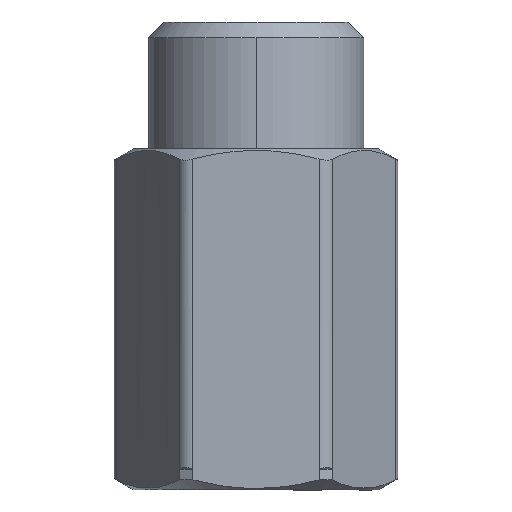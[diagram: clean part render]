
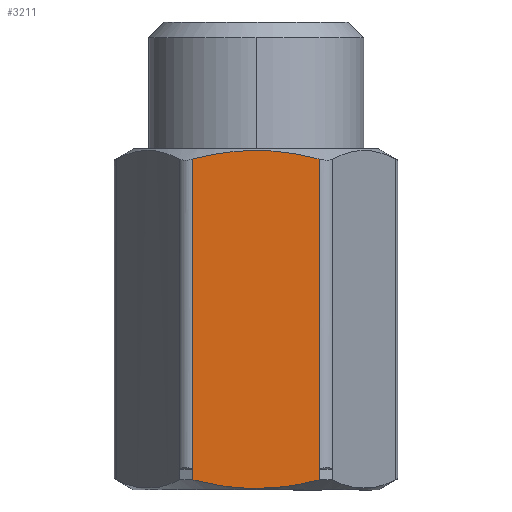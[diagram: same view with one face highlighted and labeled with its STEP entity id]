
A CAD part, front view. The second image highlights one B-rep face of the part: STEP entity #3211.
In plain terms, the highlighted planar face has unit normal (0, -1, 0).
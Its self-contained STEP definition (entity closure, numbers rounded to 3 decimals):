
#125 = CARTESIAN_POINT ( 'NONE',  ( -6.062, -12., 7.922 ) ) ;
#132 = CARTESIAN_POINT ( 'NONE',  ( -3.118, -12., -23.526 ) ) ;
#322 = CARTESIAN_POINT ( 'NONE',  ( 4.018, -12., -23.397 ) ) ;
#350 = CARTESIAN_POINT ( 'NONE',  ( 6.062, -12., 7.922 ) ) ;
#439 = CARTESIAN_POINT ( 'NONE',  ( 2.606, -12., -23.595 ) ) ;
#445 = VERTEX_POINT ( 'NONE', #5258 ) ;
#493 = CARTESIAN_POINT ( 'NONE',  ( 6.062, -12., 7.922 ) ) ;
#585 = CARTESIAN_POINT ( 'NONE',  ( 2.614, -12., 8.594 ) ) ;
#609 = CARTESIAN_POINT ( 'NONE',  ( 5.036, -12., 8.189 ) ) ;
#823 = CARTESIAN_POINT ( 'NONE',  ( -3.074, -12., -23.532 ) ) ;
#1005 = CARTESIAN_POINT ( 'NONE',  ( 3.043, -12., -23.536 ) ) ;
#1028 = CARTESIAN_POINT ( 'NONE',  ( 0., -12., -23.756 ) ) ;
#1122 = CARTESIAN_POINT ( 'NONE',  ( 6.062, -12., -22.922 ) ) ;
#1229 = CARTESIAN_POINT ( 'NONE',  ( -0.236, -12., 8.755 ) ) ;
#1260 = CARTESIAN_POINT ( 'NONE',  ( -3.668, -12., 8.44 ) ) ;
#1867 = CARTESIAN_POINT ( 'NONE',  ( -6.062, -12., -12.641 ) ) ;
#1892 = CARTESIAN_POINT ( 'NONE',  ( -4.29, -12., 8.328 ) ) ;
#1905 = AXIS2_PLACEMENT_3D ( 'NONE', #8295, #6477, #3672 ) ;
#1954 = CARTESIAN_POINT ( 'NONE',  ( -0.107, -12., 8.756 ) ) ;
#2091 = ORIENTED_EDGE ( 'NONE', *, *, #6086, .T. ) ;
#2185 = CARTESIAN_POINT ( 'NONE',  ( -5.541, -12., -23.057 ) ) ;
#2254 = ORIENTED_EDGE ( 'NONE', *, *, #3956, .F. ) ;
#2288 = CARTESIAN_POINT ( 'NONE',  ( 6.062, -12., -22.922 ) ) ;
#2421 = EDGE_CURVE ( 'NONE', #445, #7186, #6582, .T. ) ;
#2466 = CARTESIAN_POINT ( 'NONE',  ( 1.26, -12., -23.728 ) ) ;
#2500 = CARTESIAN_POINT ( 'NONE',  ( 2.155, -12., -23.647 ) ) ;
#2556 = CARTESIAN_POINT ( 'NONE',  ( 0., -12., -23.756 ) ) ;
#2591 = CARTESIAN_POINT ( 'NONE',  ( -3.172, -12., 8.518 ) ) ;
#2657 = CARTESIAN_POINT ( 'NONE',  ( -6.062, -12., -22.922 ) ) ;
#2678 = CARTESIAN_POINT ( 'NONE',  ( -2.018, -11.999, 8.665 ) ) ;
#2688 = B_SPLINE_CURVE_WITH_KNOTS ( 'NONE', 3,
 ( #1028, #5245, #2466, #2500, #439, #7341, #3171, #8029, #3876, #1005, #322, #5302, #1122 ),
 .UNSPECIFIED., .F., .F.,
 ( 4, 1, 1, 1, 1, 1, 2, 2, 4 ),
 ( 0., 0.25, 0.375, 0.437, 0.469, 0.484, 0.492, 0.5, 1. ),
 .UNSPECIFIED. ) ;
#2885 = CARTESIAN_POINT ( 'NONE',  ( -3.907, -12., -23.4 ) ) ;
#3171 = CARTESIAN_POINT ( 'NONE',  ( 2.945, -12., -23.55 ) ) ;
#3201 = CARTESIAN_POINT ( 'NONE',  ( 6.062, -12., -2.359 ) ) ;
#3211 = ADVANCED_FACE ( 'NONE', ( #6286 ), #5567, .T. ) ;
#3292 = CARTESIAN_POINT ( 'NONE',  ( 4.049, -12., 8.393 ) ) ;
#3353 = CARTESIAN_POINT ( 'NONE',  ( 3.032, -12., 8.538 ) ) ;
#3386 = CARTESIAN_POINT ( 'NONE',  ( -1.001, -12., 8.733 ) ) ;
#3420 = CARTESIAN_POINT ( 'NONE',  ( -3.482, -12., 8.471 ) ) ;
#3631 = CARTESIAN_POINT ( 'NONE',  ( -1.003, -12., -23.756 ) ) ;
#3672 = DIRECTION ( 'NONE',  ( 0., 0., -1. ) ) ;
#3798 = B_SPLINE_CURVE_WITH_KNOTS ( 'NONE', 3,
 ( #6093, #5370, #4696, #1892, #6822, #1260, #3420, #4097, #2591, #6855, #6125, #4666, #2678, #8894, #3386, #7452, #4069, #1229, #1954, #7512, #5394, #8926, #8189, #8962, #585, #6060, #4036, #8248, #3353, #3292, #609, #8276 ),
 .UNSPECIFIED., .F., .F.,
 ( 4, 2, 2, 1, 1, 2, 2, 2, 2, 2, 2, 2, 2, 1, 1, 2, 2, 4 ),
 ( 0., 0.125, 0.188, 0.219, 0.234, 0.242, 0.25, 0.375, 0.438, 0.469, 0.5, 0.625, 0.688, 0.719, 0.734, 0.742, 0.75, 1. ),
 .UNSPECIFIED. ) ;
#3827 = VERTEX_POINT ( 'NONE', #2288 ) ;
#3876 = CARTESIAN_POINT ( 'NONE',  ( 3.026, -12., -23.539 ) ) ;
#3937 = CARTESIAN_POINT ( 'NONE',  ( 6.062, -12., -22.922 ) ) ;
#3956 = EDGE_CURVE ( 'NONE', #8623, #3961, #3798, .T. ) ;
#3961 = VERTEX_POINT ( 'NONE', #493 ) ;
#4036 = CARTESIAN_POINT ( 'NONE',  ( 2.934, -12., 8.552 ) ) ;
#4069 = CARTESIAN_POINT ( 'NONE',  ( -0.491, -12., 8.75 ) ) ;
#4097 = CARTESIAN_POINT ( 'NONE',  ( -3.265, -12., 8.504 ) ) ;
#4307 = CARTESIAN_POINT ( 'NONE',  ( -3.163, -12., -23.519 ) ) ;
#4666 = CARTESIAN_POINT ( 'NONE',  ( -2.529, -12., 8.609 ) ) ;
#4696 = CARTESIAN_POINT ( 'NONE',  ( -5.041, -12., 8.174 ) ) ;
#4856 = B_SPLINE_CURVE_WITH_KNOTS ( 'NONE', 3,
 ( #5403, #5311, #1867, #2657 ),
 .UNSPECIFIED., .F., .F.,
 ( 4, 4 ),
 ( 0., 1. ),
 .UNSPECIFIED. ) ;
#4996 = CARTESIAN_POINT ( 'NONE',  ( -3.088, -12., -23.53 ) ) ;
#5245 = CARTESIAN_POINT ( 'NONE',  ( 0.502, -12., -23.756 ) ) ;
#5258 = CARTESIAN_POINT ( 'NONE',  ( -6.062, -12., -22.922 ) ) ;
#5302 = CARTESIAN_POINT ( 'NONE',  ( 5.019, -12., -23.193 ) ) ;
#5311 = CARTESIAN_POINT ( 'NONE',  ( -6.062, -12., -2.359 ) ) ;
#5370 = CARTESIAN_POINT ( 'NONE',  ( -5.547, -12., 8.056 ) ) ;
#5394 = CARTESIAN_POINT ( 'NONE',  ( 1.033, -11.999, 8.736 ) ) ;
#5403 = CARTESIAN_POINT ( 'NONE',  ( -6.062, -12., 7.922 ) ) ;
#5567 = PLANE ( 'NONE',  #1905 ) ;
#6060 = CARTESIAN_POINT ( 'NONE',  ( 2.838, -12., 8.565 ) ) ;
#6086 = EDGE_CURVE ( 'NONE', #8623, #445, #4856, .T. ) ;
#6093 = CARTESIAN_POINT ( 'NONE',  ( -6.062, -12., 7.922 ) ) ;
#6125 = CARTESIAN_POINT ( 'NONE',  ( -3.081, -12., 8.531 ) ) ;
#6286 = FACE_OUTER_BOUND ( 'NONE', #8022, .T. ) ;
#6331 = EDGE_CURVE ( 'NONE', #7186, #3827, #2688, .T. ) ;
#6477 = DIRECTION ( 'NONE',  ( 0., -1., 0. ) ) ;
#6485 = B_SPLINE_CURVE_WITH_KNOTS ( 'NONE', 3,
 ( #350, #3201, #7338, #3937 ),
 .UNSPECIFIED., .F., .F.,
 ( 4, 4 ),
 ( 0., 1. ),
 .UNSPECIFIED. ) ;
#6554 = ORIENTED_EDGE ( 'NONE', *, *, #2421, .T. ) ;
#6582 = B_SPLINE_CURVE_WITH_KNOTS ( 'NONE', 3,
 ( #7872, #2185, #7120, #2885, #7775, #8467, #4307, #132, #4996, #823, #7093, #3631, #2556 ),
 .UNSPECIFIED., .F., .F.,
 ( 4, 1, 1, 1, 1, 1, 2, 2, 4 ),
 ( 0., 0.25, 0.375, 0.437, 0.469, 0.484, 0.492, 0.5, 1. ),
 .UNSPECIFIED. ) ;
#6676 = ORIENTED_EDGE ( 'NONE', *, *, #8336, .F. ) ;
#6750 = ORIENTED_EDGE ( 'NONE', *, *, #6331, .T. ) ;
#6822 = CARTESIAN_POINT ( 'NONE',  ( -4.041, -12., 8.375 ) ) ;
#6855 = CARTESIAN_POINT ( 'NONE',  ( -3.11, -12., 8.527 ) ) ;
#7093 = CARTESIAN_POINT ( 'NONE',  ( -2.023, -12., -23.682 ) ) ;
#7120 = CARTESIAN_POINT ( 'NONE',  ( -4.775, -12., -23.236 ) ) ;
#7141 = CARTESIAN_POINT ( 'NONE',  ( 0., -12., -23.756 ) ) ;
#7186 = VERTEX_POINT ( 'NONE', #7141 ) ;
#7338 = CARTESIAN_POINT ( 'NONE',  ( 6.062, -12., -12.641 ) ) ;
#7341 = CARTESIAN_POINT ( 'NONE',  ( 2.832, -12., -23.566 ) ) ;
#7452 = CARTESIAN_POINT ( 'NONE',  ( -0.619, -12., 8.747 ) ) ;
#7512 = CARTESIAN_POINT ( 'NONE',  ( 0.53, -12., 8.755 ) ) ;
#7775 = CARTESIAN_POINT ( 'NONE',  ( -3.48, -12., -23.471 ) ) ;
#7872 = CARTESIAN_POINT ( 'NONE',  ( -6.062, -12., -22.922 ) ) ;
#8022 = EDGE_LOOP ( 'NONE', ( #6676, #2254, #2091, #6554, #6750 ) ) ;
#8029 = CARTESIAN_POINT ( 'NONE',  ( 2.993, -12., -23.543 ) ) ;
#8189 = CARTESIAN_POINT ( 'NONE',  ( 2.042, -12., 8.658 ) ) ;
#8248 = CARTESIAN_POINT ( 'NONE',  ( 2.999, -12., 8.543 ) ) ;
#8276 = CARTESIAN_POINT ( 'NONE',  ( 6.062, -12., 7.922 ) ) ;
#8295 = CARTESIAN_POINT ( 'NONE',  ( -6.062, -12., -24.077 ) ) ;
#8336 = EDGE_CURVE ( 'NONE', #3961, #3827, #6485, .T. ) ;
#8467 = CARTESIAN_POINT ( 'NONE',  ( -3.269, -12., -23.503 ) ) ;
#8623 = VERTEX_POINT ( 'NONE', #125 ) ;
#8894 = CARTESIAN_POINT ( 'NONE',  ( -1.255, -11.999, 8.72 ) ) ;
#8926 = CARTESIAN_POINT ( 'NONE',  ( 1.79, -11.999, 8.681 ) ) ;
#8962 = CARTESIAN_POINT ( 'NONE',  ( 2.423, -12., 8.616 ) ) ;
